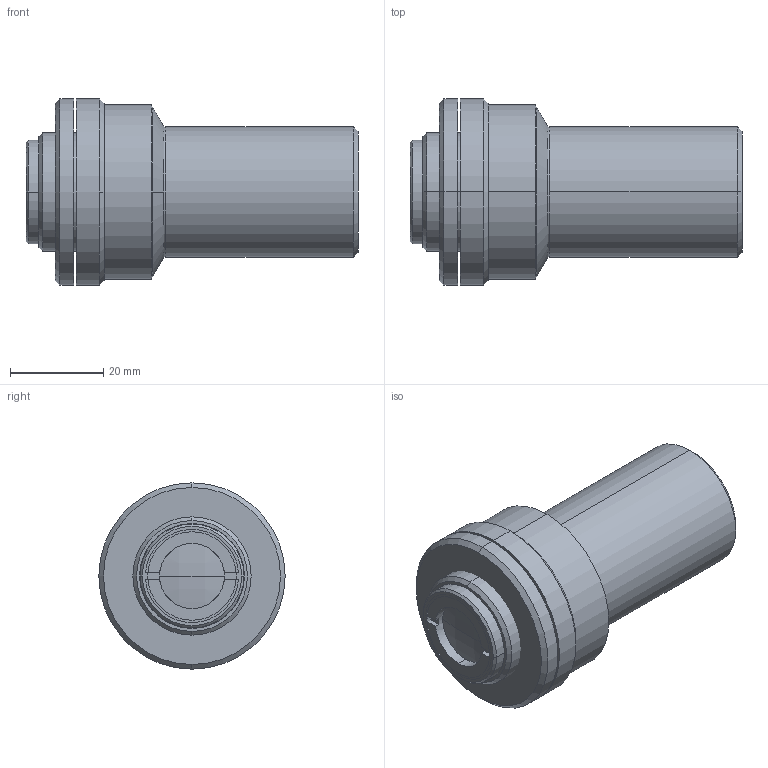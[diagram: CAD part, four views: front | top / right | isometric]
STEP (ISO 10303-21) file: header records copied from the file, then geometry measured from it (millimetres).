
FILE_DESCRIPTION (( 'STEP AP203' ), '1' );
FILE_NAME ('TC2309.STEP', '2013-04-03T10:09:12', ( 'Work' ), ( '' ), 'SwSTEP 2.0', 'SolidWorks 2012', '' );
FILE_SCHEMA (( 'CONFIG_CONTROL_DESIGN' ));
Length unit declared in the file: millimetre
Products named in the file (1): TC2309
Bounding box: 71.29 x 40 x 40 mm (x, y, z)
Surface area: 14392.4 mm2 (no closed solid volume)
Topology: 0 solids, 10 shells, 66 faces, 171 edges, 116 vertices
Faces by surface type: cylinder 26, plane 25, cone 12, bspline 3
Entity records: 4087 total; most frequent: CARTESIAN_POINT 2415, DIRECTION 344, ORIENTED_EDGE 288, EDGE_CURVE 171, AXIS2_PLACEMENT_3D 137, VERTEX_POINT 116, EDGE_LOOP 78, CIRCLE 73
